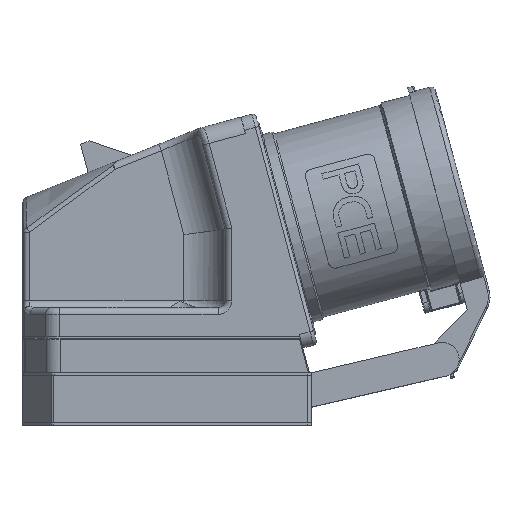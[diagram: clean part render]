
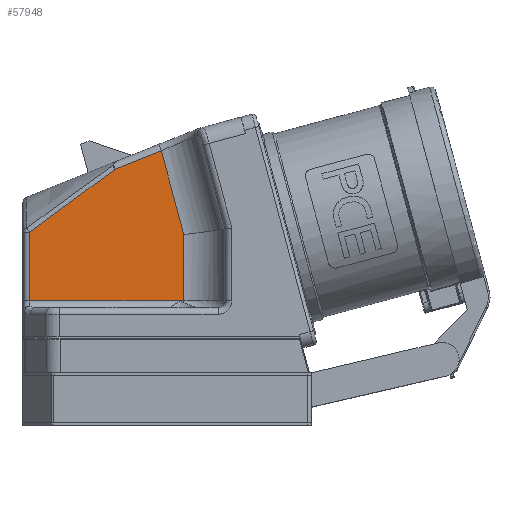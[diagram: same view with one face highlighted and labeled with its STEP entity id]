
A CAD part, top view. The second image highlights one B-rep face of the part: STEP entity #57948.
In plain terms, the highlighted planar face has unit normal (0, 0, 1).
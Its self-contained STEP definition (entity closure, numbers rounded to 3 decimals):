
#959 = DIRECTION ( 'NONE',  ( -0.804, -0.594, 0. ) ) ;
#1221 = CARTESIAN_POINT ( 'NONE',  ( 4.161, -16.386, 23. ) ) ;
#1322 = CARTESIAN_POINT ( 'NONE',  ( -41.954, -16.386, 23. ) ) ;
#3601 = ORIENTED_EDGE ( 'NONE', *, *, #31946, .T. ) ;
#4174 = ORIENTED_EDGE ( 'NONE', *, *, #9890, .T. ) ;
#5349 = CARTESIAN_POINT ( 'NONE',  ( 27.39, 53.514, 23. ) ) ;
#5459 = VECTOR ( 'NONE', #58626, 1000. ) ;
#6548 = CARTESIAN_POINT ( 'NONE',  ( -52.222, 7.367, 23. ) ) ;
#6802 = VERTEX_POINT ( 'NONE', #11002 ) ;
#6959 = ORIENTED_EDGE ( 'NONE', *, *, #35569, .T. ) ;
#8652 = ORIENTED_EDGE ( 'NONE', *, *, #24345, .T. ) ;
#9890 = EDGE_CURVE ( 'NONE', #10579, #34546, #33814, .T. ) ;
#10579 = VERTEX_POINT ( 'NONE', #17281 ) ;
#10635 = CARTESIAN_POINT ( 'NONE',  ( -2.257, 30.974, 23. ) ) ;
#11002 = CARTESIAN_POINT ( 'NONE',  ( -39.954, 3.736, 23. ) ) ;
#12406 = DIRECTION ( 'NONE',  ( -0.259, 0.966, 0. ) ) ;
#13166 = DIRECTION ( 'NONE',  ( 0., -1., 0. ) ) ;
#14454 = VECTOR ( 'NONE', #13166, 1000. ) ;
#14516 = FACE_OUTER_BOUND ( 'NONE', #54964, .T. ) ;
#15766 = LINE ( 'NONE', #6548, #48747 ) ;
#15941 = VECTOR ( 'NONE', #959, 1000. ) ;
#17281 = CARTESIAN_POINT ( 'NONE',  ( -39.954, -16.386, 23. ) ) ;
#18299 = CARTESIAN_POINT ( 'NONE',  ( -41.954, -16.386, 23. ) ) ;
#20316 = PLANE ( 'NONE',  #22145 ) ;
#20512 = CARTESIAN_POINT ( 'NONE',  ( 5.232, -16.386, 23. ) ) ;
#22145 = AXIS2_PLACEMENT_3D ( 'NONE', #36109, #26875, #31891 ) ;
#22239 = LINE ( 'NONE', #5349, #15941 ) ;
#24345 = EDGE_CURVE ( 'NONE', #48630, #35988, #56647, .T. ) ;
#24383 = CARTESIAN_POINT ( 'NONE',  ( -1.365, 27.646, 23. ) ) ;
#24473 = VECTOR ( 'NONE', #30085, 1000. ) ;
#26094 = LINE ( 'NONE', #18299, #33946 ) ;
#26875 = DIRECTION ( 'NONE',  ( 0., 0., 1. ) ) ;
#30085 = DIRECTION ( 'NONE',  ( 0., 1., 0. ) ) ;
#31891 = DIRECTION ( 'NONE',  ( 1., 0., 0. ) ) ;
#31946 = EDGE_CURVE ( 'NONE', #50155, #6802, #22239, .T. ) ;
#33455 = ORIENTED_EDGE ( 'NONE', *, *, #58662, .T. ) ;
#33814 = LINE ( 'NONE', #1322, #5459 ) ;
#33946 = VECTOR ( 'NONE', #58169, 1000. ) ;
#34546 = VERTEX_POINT ( 'NONE', #1221 ) ;
#35569 = EDGE_CURVE ( 'NONE', #35988, #60190, #57999, .T. ) ;
#35958 = CARTESIAN_POINT ( 'NONE',  ( -14.917, 22.242, 23. ) ) ;
#35988 = VERTEX_POINT ( 'NONE', #44247 ) ;
#36109 = CARTESIAN_POINT ( 'NONE',  ( -41.954, -18.386, 23. ) ) ;
#41218 = LINE ( 'NONE', #57713, #14454 ) ;
#44247 = CARTESIAN_POINT ( 'NONE',  ( 5.232, 3.023, 23. ) ) ;
#47904 = EDGE_CURVE ( 'NONE', #34546, #48630, #26094, .T. ) ;
#48630 = VERTEX_POINT ( 'NONE', #20512 ) ;
#48747 = VECTOR ( 'NONE', #61454, 1000. ) ;
#50155 = VERTEX_POINT ( 'NONE', #35958 ) ;
#52225 = ORIENTED_EDGE ( 'NONE', *, *, #47904, .T. ) ;
#52295 = EDGE_CURVE ( 'NONE', #60190, #50155, #15766, .T. ) ;
#54964 = EDGE_LOOP ( 'NONE', ( #62595, #3601, #33455, #4174, #52225, #8652, #6959 ) ) ;
#55954 = CARTESIAN_POINT ( 'NONE',  ( 5.232, 4.618, 23. ) ) ;
#56448 = VECTOR ( 'NONE', #12406, 1000. ) ;
#56647 = LINE ( 'NONE', #55954, #24473 ) ;
#57713 = CARTESIAN_POINT ( 'NONE',  ( -39.954, -16.386, 23. ) ) ;
#57948 = ADVANCED_FACE ( 'NONE', ( #14516 ), #20316, .T. ) ;
#57999 = LINE ( 'NONE', #10635, #56448 ) ;
#58169 = DIRECTION ( 'NONE',  ( 1., 0., 0. ) ) ;
#58626 = DIRECTION ( 'NONE',  ( 1., 0., 0. ) ) ;
#58662 = EDGE_CURVE ( 'NONE', #6802, #10579, #41218, .T. ) ;
#60190 = VERTEX_POINT ( 'NONE', #24383 ) ;
#61454 = DIRECTION ( 'NONE',  ( -0.929, -0.37, 0. ) ) ;
#62595 = ORIENTED_EDGE ( 'NONE', *, *, #52295, .T. ) ;
